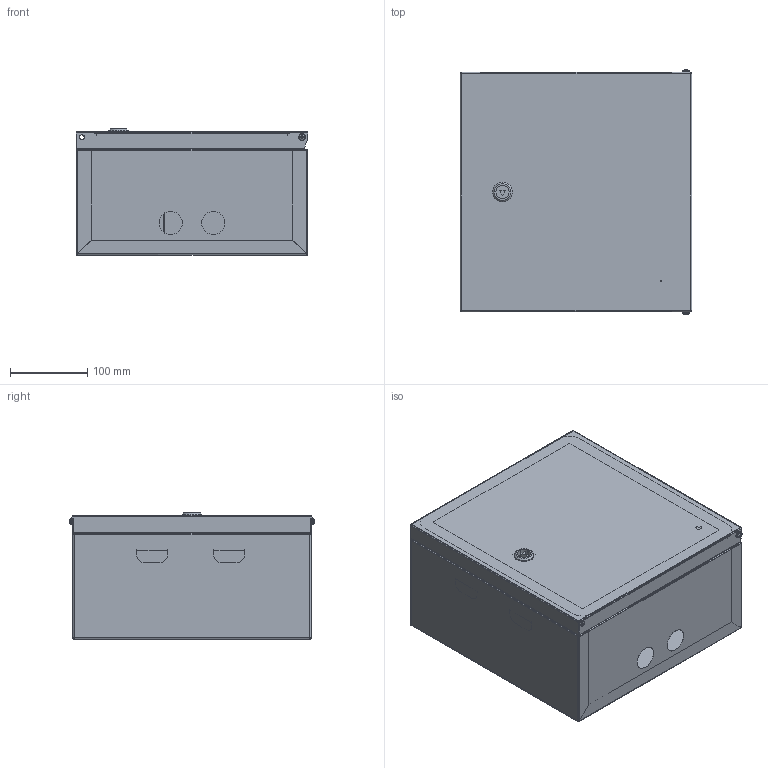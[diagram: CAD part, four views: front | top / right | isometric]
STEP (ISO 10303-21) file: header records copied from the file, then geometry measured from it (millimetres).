
FILE_DESCRIPTION (( 'STEP AP203' ), '1' );
FILE_NAME ('ÙÓ-1.1-1 äâóõäâåðíûé (310õ300õ160) IP54 EKF Basic.STEP', '2021-07-13T08:20:33', ( '' ), ( '' ), 'SwSTEP 2.0', 'SolidWorks 2021', '' );
FILE_SCHEMA (( 'CONFIG_CONTROL_DESIGN' ));
Length unit declared in the file: millimetre
Products named in the file (36): Êðîíøòåéí 40õ40; Øïèëüêà Ì6õ12; DIN-ðåéêà 60; Ãàéêà; hex flange nut_din_Hexagon Flange Nut DIN 6923 - M6 - N; ÏÀÊ íà äâåðü ÌÈ-1832; ÙÓ-1.1-1 äâóõäâåðíûé (310õ300õ160) IP54 EKF Basic; pan head cross recess screw_din_DIN EN ISO 7045 - M4 x 16 - Z - 16N; ÌÈ-1832.01.00.002 Ñòåíêà íèæíÿÿ; ÌÈ-467.04.00.000 Îïåðàòèâíàÿ ïàíåëü â ñáîðå; 哏铌; Ïåòëÿ; pan head cross recess screw_din_ISO 7045 - M4 x 6 - Z --- 6N; Òåëî çàìêà; Ïðîêëàäêà ìåòàëëè÷åñêàÿ 2; ÌÈ-467.04.00.001 Îïåðàòèâíàÿ ïàíåëü; Ïðîêëàäêà ìåòàëëè÷åñêàÿ; 昈-1832.01.01.002 赶鎀鍧; Çàìîê ïî÷òîâûé; DIN-ðåéêà 90; ﾇ瑟鶴 IP54; Ïðîêëàäêà; ÌÈ-1832.03.00.000 Ïàíåëü ìîíòàæíàÿ â ñáîðå; Âíóòðåííåå òåëî çàìêà; ÌÈ-467.03.00.001 Îïîðà; Çàêëåïêà öèëèíäðè÷åñêàÿ Ì4 ÑÒ-Á ñ âíóòðåííåé ðåçüáîé_Œ8; rivet 02_din_DIN 660-5x8-St-A-2; ÌÈ-1832.01.01.001 Ñòåíêà çàäíÿÿ; ÌÈ-1832.01.01.000 ÑÁ Ñòåíêà çàäíÿÿ â ñáîðå; ﾌﾈ-1832.02.00.001 ﾄ粢; ÌÈ-1832.02.00.000 ÑÁ Äâåðü â ñáîðå; ÌÈ-1832.01.00.000 ÑÁ Êîðïóñ â ñáîðå; Øïèëüêà îáìåäíåííàÿ Ì6õ20; ÌÈ-463.03.00.001 Ïàíåëü ìîíòàæíàÿ; ÌÈ-1832.01.00.001 Ñòåíêà âåðõíÿÿ; cross ph tapping 968_din_Screw DIN 968-ST4.2x13-C-H-N
Assembly tree (55 placements, depth 4):
  ÙÓ-1.1-1 äâóõäâåðíûé (310õ300õ160) IP54 EKF Basic
    ÌÈ-1832.01.00.000 ÑÁ Êîðïóñ â ñáîðå
      ÌÈ-1832.01.01.000 ÑÁ Ñòåíêà çàäíÿÿ â ñáîðå
        ÌÈ-1832.01.01.001 Ñòåíêà çàäíÿÿ
        Øïèëüêà îáìåäíåííàÿ Ì6õ20  x2
        Øïèëüêà Ì6õ12
        昈-1832.01.01.002 赶鎀鍧
        Êðîíøòåéí 40õ40  x2
      ÌÈ-1832.01.00.001 Ñòåíêà âåðõíÿÿ
      ÌÈ-1832.01.00.002 Ñòåíêà íèæíÿÿ
      Ïåòëÿ  x2
      rivet 02_din_DIN 660-5x8-St-A-2  x4
    ÌÈ-1832.03.00.000 Ïàíåëü ìîíòàæíàÿ â ñáîðå
      ÌÈ-463.03.00.001 Ïàíåëü ìîíòàæíàÿ
      ÌÈ-467.03.00.001 Îïîðà
      DIN-ðåéêà 60
      DIN-ðåéêà 90
      cross ph tapping 968_din_Screw DIN 968-ST4.2x13-C-H-N  x4
      rivet 02_din_DIN 660-5x8-St-A-2  x2
    ÌÈ-1832.02.00.000 ÑÁ Äâåðü â ñáîðå
      ﾌﾈ-1832.02.00.001 ﾄ粢
      ÏÀÊ íà äâåðü ÌÈ-1832
      Çàêëåïêà öèëèíäðè÷åñêàÿ Ì4 ÑÒ-Á ñ âíóòðåííåé ðåçüáîé_Œ8  x2
      ﾇ瑟鶴 IP54
      Øïèëüêà Ì6õ12
    hex flange nut_din_Hexagon Flange Nut DIN 6923 - M6 - N  x2
    pan head cross recess screw_din_DIN EN ISO 7045 - M4 x 16 - Z - 16N  x4
    ÌÈ-467.04.00.000 Îïåðàòèâíàÿ ïàíåëü â ñáîðå
      ÌÈ-467.04.00.001 Îïåðàòèâíàÿ ïàíåëü
      Çàêëåïêà öèëèíäðè÷åñêàÿ Ì4 ÑÒ-Á ñ âíóòðåííåé ðåçüáîé_Œ8  x2
      Çàìîê ïî÷òîâûé
        Òåëî çàìêà
        Ïðîêëàäêà ìåòàëëè÷åñêàÿ
        哏铌
        Ïðîêëàäêà
        pan head cross recess screw_din_ISO 7045 - M4 x 6 - Z --- 6N
        Ïðîêëàäêà ìåòàëëè÷åñêàÿ 2
        Ãàéêà
        Âíóòðåííåå òåëî çàìêà
      Øïèëüêà Ì6õ12
Bounding box: 300 x 317.64 x 163.7 mm (x, y, z)
Volume: 578624 mm3; surface area: 1239761 mm2
Topology: 52 solids, 52 shells, 1946 faces, 4844 edges, 3030 vertices
Faces by surface type: plane 1025, cylinder 451, bspline 264, cone 110, torus 76, sphere 20
Entity records: 41958 total; most frequent: CARTESIAN_POINT 10350, DIRECTION 5648, ORIENTED_EDGE 5604, EDGE_CURVE 2802, AXIS2_PLACEMENT_3D 1964, VERTEX_POINT 1732, VECTOR 1720, LINE 1720
